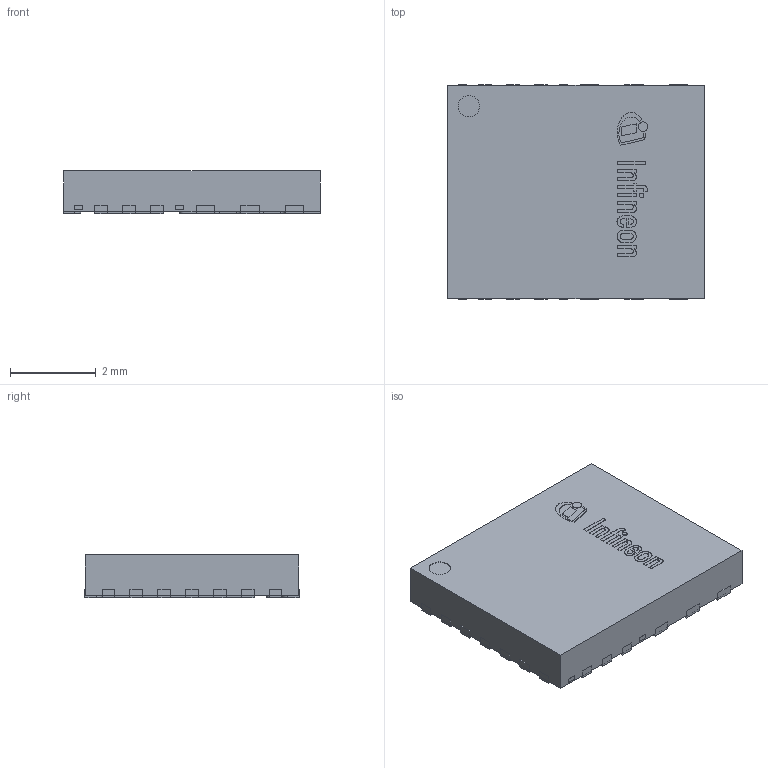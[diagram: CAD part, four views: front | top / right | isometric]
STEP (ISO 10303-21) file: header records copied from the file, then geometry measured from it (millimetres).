
FILE_DESCRIPTION(/* description */ (''),/* implementation_level */ '2;1');
FILE_NAME(/* name */ 'PG-IQFN-22-2_Z8B00187538_V02_3D.stp',/* time_stamp */ '2020-01-16T14:17:46+06:00',/* author */ ('janartha'),/* organization */ (''),/* preprocessor_version */ 'ST-DEVELOPER v16.13',/* originating_system */ 'AutoCAD Mechanical',/* authorisation */ '');
FILE_SCHEMA (('AUTOMOTIVE_DESIGN { 1 0 10303 214 3 1 1 }'));
Length unit declared in the file: millimetre
Products named in the file (1): Product
Bounding box: 6 x 5 x 1.01 mm (x, y, z)
Surface area: 127.4 mm2
Topology: 37 solids, 37 shells, 297 faces, 673 edges, 452 vertices
Faces by surface type: plane 240, cylinder 30, bspline 27
Full cylindrical faces by diameter (mm): 0.107 x1, 0.219 x1, 0.5 x2
Entity records: 8536 total; most frequent: CARTESIAN_POINT 2017, ORIENTED_EDGE 1340, DIRECTION 1218, EDGE_CURVE 670, LINE 556, VECTOR 556, VERTEX_POINT 452, AXIS2_PLACEMENT_3D 331
